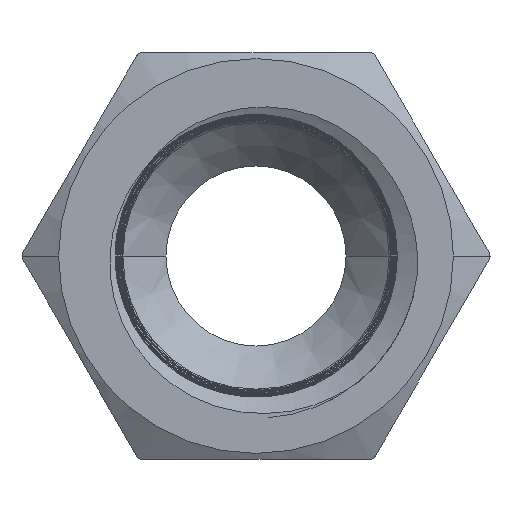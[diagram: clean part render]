
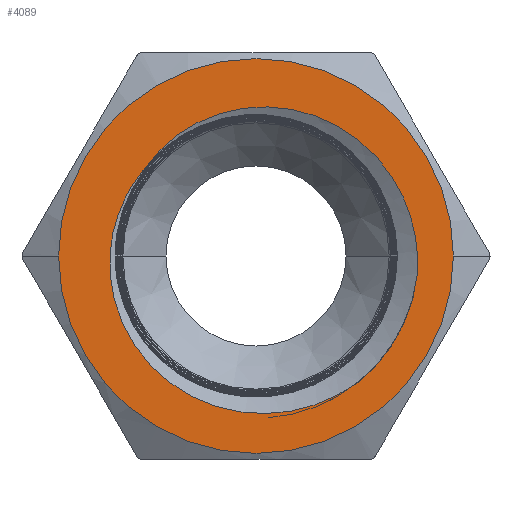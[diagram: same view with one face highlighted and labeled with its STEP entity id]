
A CAD part, left-side view. The second image highlights one B-rep face of the part: STEP entity #4089.
In plain terms, the highlighted planar face has unit normal (-1, 0, 0).
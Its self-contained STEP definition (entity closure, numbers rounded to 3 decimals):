
#121=CARTESIAN_POINT('',(0.,7.401,5.732));
#122=CARTESIAN_POINT('',(0.,7.129,6.128));
#123=CARTESIAN_POINT('',(0.,6.528,6.873));
#124=CARTESIAN_POINT('',(0.,5.442,7.862));
#125=CARTESIAN_POINT('',(0.,4.222,8.669));
#126=CARTESIAN_POINT('',(0.,2.879,9.288));
#127=CARTESIAN_POINT('',(0.,1.447,9.697));
#128=CARTESIAN_POINT('',(0.,-0.035,9.886));
#129=CARTESIAN_POINT('',(0.,-1.549,9.845));
#130=CARTESIAN_POINT('',(0.,-3.029,9.578));
#131=CARTESIAN_POINT('',(0.,-4.463,9.089));
#132=CARTESIAN_POINT('',(0.,-5.825,8.382));
#133=CARTESIAN_POINT('',(0.,-7.099,7.451));
#134=CARTESIAN_POINT('',(0.,-8.218,6.324));
#135=CARTESIAN_POINT('',(0.,-9.097,5.121));
#136=CARTESIAN_POINT('',(0.,-9.75,3.911));
#137=CARTESIAN_POINT('',(0.,-10.22,2.693));
#138=CARTESIAN_POINT('',(0.,-10.535,1.442));
#139=CARTESIAN_POINT('',(0.,-10.698,0.142));
#140=CARTESIAN_POINT('',(0.,-10.7,-0.731));
#141=CARTESIAN_POINT('',(0.,-10.673,-1.171));
#143=CARTESIAN_POINT('',(0.,0.,0.));
#144=DIRECTION('',(-1.,0.,0.));
#145=DIRECTION('',(0.,0.791,0.612));
#146=AXIS2_PLACEMENT_3D('',#143,#144,#145);
#148=CARTESIAN_POINT('',(0.,-6.751,-8.34));
#149=CARTESIAN_POINT('',(0.,-6.354,-8.634));
#150=CARTESIAN_POINT('',(0.,-5.528,-9.16));
#151=CARTESIAN_POINT('',(0.,-4.179,-9.777));
#152=CARTESIAN_POINT('',(0.,-2.777,-10.195));
#153=CARTESIAN_POINT('',(0.,-1.351,-10.413));
#154=CARTESIAN_POINT('',(0.,0.102,-10.435));
#155=CARTESIAN_POINT('',(0.,1.573,-10.251));
#156=CARTESIAN_POINT('',(0.,3.062,-9.836));
#157=CARTESIAN_POINT('',(0.,4.476,-9.198));
#158=CARTESIAN_POINT('',(0.,5.761,-8.365));
#159=CARTESIAN_POINT('',(0.,6.896,-7.359));
#160=CARTESIAN_POINT('',(0.,7.857,-6.208));
#161=CARTESIAN_POINT('',(0.,8.637,-4.924));
#162=CARTESIAN_POINT('',(0.,9.212,-3.543));
#163=CARTESIAN_POINT('',(0.,9.569,-2.103));
#164=CARTESIAN_POINT('',(0.,9.7,-0.674));
#165=CARTESIAN_POINT('',(0.,9.632,0.625));
#166=CARTESIAN_POINT('',(0.,9.428,1.759));
#167=CARTESIAN_POINT('',(0.,9.122,2.777));
#168=CARTESIAN_POINT('',(0.,8.725,3.717));
#169=CARTESIAN_POINT('',(0.,8.226,4.616));
#170=CARTESIAN_POINT('',(0.,7.828,5.178));
#171=CARTESIAN_POINT('',(0.,7.611,5.45));
#173=CARTESIAN_POINT('',(0.,-10.673,-1.171));
#174=CARTESIAN_POINT('',(0.,-10.622,-1.634));
#175=CARTESIAN_POINT('',(0.,-10.461,-2.546));
#176=CARTESIAN_POINT('',(0.,-10.04,-3.885));
#177=CARTESIAN_POINT('',(0.,-9.448,-5.157));
#178=CARTESIAN_POINT('',(0.,-8.699,-6.337));
#179=CARTESIAN_POINT('',(0.,-7.8,-7.415));
#180=CARTESIAN_POINT('',(0.,-7.116,-8.046));
#181=CARTESIAN_POINT('',(0.,-6.751,-8.34));
#183=CARTESIAN_POINT('',(0.,0.,0.));
#184=DIRECTION('',(-1.,0.,0.));
#185=DIRECTION('',(0.,1.,0.));
#186=AXIS2_PLACEMENT_3D('',#183,#184,#185);
#188=CARTESIAN_POINT('',(0.,0.,0.));
#189=DIRECTION('',(-1.,0.,0.));
#190=DIRECTION('',(0.,-1.,0.));
#191=AXIS2_PLACEMENT_3D('',#188,#189,#190);
#3837=CARTESIAN_POINT('',(0.,13.05,0.));
#3838=CARTESIAN_POINT('',(0.,-13.05,0.));
#3839=VERTEX_POINT('',#3837);
#3840=VERTEX_POINT('',#3838);
#3892=VERTEX_POINT('',#121);
#3893=VERTEX_POINT('',#141);
#3894=VERTEX_POINT('',#181);
#3895=VERTEX_POINT('',#171);
#4068=CARTESIAN_POINT('',(0.,0.,0.));
#4069=DIRECTION('',(1.,0.,0.));
#4070=DIRECTION('',(0.,0.,-1.));
#4071=AXIS2_PLACEMENT_3D('',#4068,#4069,#4070);
#4072=PLANE('',#4071);
#4074=ORIENTED_EDGE('',*,*,#4073,.F.);
#4076=ORIENTED_EDGE('',*,*,#4075,.F.);
#4077=EDGE_LOOP('',(#4074,#4076));
#4078=FACE_OUTER_BOUND('',#4077,.F.);
#4080=ORIENTED_EDGE('',*,*,#4079,.F.);
#4082=ORIENTED_EDGE('',*,*,#4081,.T.);
#4084=ORIENTED_EDGE('',*,*,#4083,.F.);
#4086=ORIENTED_EDGE('',*,*,#4085,.F.);
#4087=EDGE_LOOP('',(#4080,#4082,#4084,#4086));
#4088=FACE_BOUND('',#4087,.F.);
#142=B_SPLINE_CURVE_WITH_KNOTS('',3,(#121,#122,#123,#124,#125,#126,#127,#128,
#129,#130,#131,#132,#133,#134,#135,#136,#137,#138,#139,#140,#141),.UNSPECIFIED.,
.F.,.F.,(4,1,1,1,1,1,1,1,1,1,1,1,1,1,1,1,1,1,4),(0.,0.056,
0.111,0.167,0.222,0.278,
0.333,0.389,0.444,0.5,0.556,
0.611,0.667,0.722,0.778,
0.833,0.889,0.944,1.),.UNSPECIFIED.);
#147=CIRCLE('',#146,9.361);
#172=B_SPLINE_CURVE_WITH_KNOTS('',3,(#148,#149,#150,#151,#152,#153,#154,#155,
#156,#157,#158,#159,#160,#161,#162,#163,#164,#165,#166,#167,#168,#169,#170,
#171),.UNSPECIFIED.,.F.,.F.,(4,1,1,1,1,1,1,1,1,1,1,1,1,1,1,1,1,1,1,1,1,4),(0.,
0.048,0.095,0.143,0.19,
0.238,0.286,0.333,0.381,
0.429,0.476,0.524,0.571,
0.619,0.667,0.714,0.762,
0.81,0.857,0.905,0.952,1.),
.UNSPECIFIED.);
#182=B_SPLINE_CURVE_WITH_KNOTS('',3,(#173,#174,#175,#176,#177,#178,#179,#180,
#181),.UNSPECIFIED.,.F.,.F.,(4,1,1,1,1,1,4),(0.,0.167,
0.333,0.5,0.667,0.833,1.),
.UNSPECIFIED.);
#187=CIRCLE('',#186,13.05);
#192=CIRCLE('',#191,13.05);
#4073=EDGE_CURVE('',#3839,#3840,#187,.T.);
#4075=EDGE_CURVE('',#3840,#3839,#192,.T.);
#4079=EDGE_CURVE('',#3892,#3893,#142,.T.);
#4081=EDGE_CURVE('',#3892,#3895,#147,.T.);
#4083=EDGE_CURVE('',#3894,#3895,#172,.T.);
#4085=EDGE_CURVE('',#3893,#3894,#182,.T.);
#4089=ADVANCED_FACE('',(#4078,#4088),#4072,.F.);
